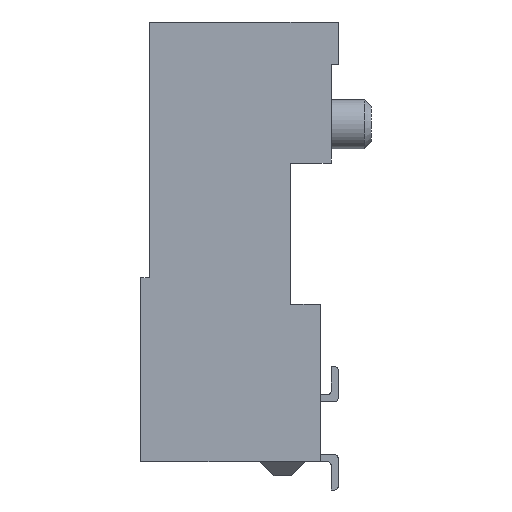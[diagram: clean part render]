
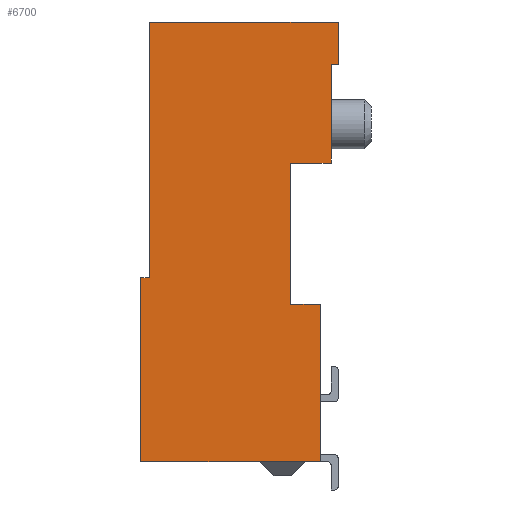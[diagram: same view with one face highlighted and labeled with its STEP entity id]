
A CAD part, left-side view. The second image highlights one B-rep face of the part: STEP entity #6700.
In plain terms, the highlighted planar face has unit normal (-1, 0, 0).
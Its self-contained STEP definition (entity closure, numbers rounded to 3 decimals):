
#978 = DIRECTION ( 'NONE',  ( 0., -1., 0. ) ) ;
#1128 = CARTESIAN_POINT ( 'NONE',  ( -9.1, 0., -1.2 ) ) ;
#1245 = LINE ( 'NONE', #3970, #16376 ) ;
#1434 = EDGE_CURVE ( 'NONE', #14603, #8379, #9025, .T. ) ;
#1760 = LINE ( 'NONE', #7675, #6145 ) ;
#1830 = ORIENTED_EDGE ( 'NONE', *, *, #16309, .T. ) ;
#1865 = ORIENTED_EDGE ( 'NONE', *, *, #11750, .T. ) ;
#1983 = DIRECTION ( 'NONE',  ( 0., 0., 1. ) ) ;
#2674 = CARTESIAN_POINT ( 'NONE',  ( -9.1, 0., -1.2 ) ) ;
#2763 = ORIENTED_EDGE ( 'NONE', *, *, #5502, .F. ) ;
#2833 = CARTESIAN_POINT ( 'NONE',  ( -9.1, 0., 0. ) ) ;
#3001 = VERTEX_POINT ( 'NONE', #4191 ) ;
#3190 = DIRECTION ( 'NONE',  ( 0., 0., 1. ) ) ;
#3192 = CARTESIAN_POINT ( 'NONE',  ( -9.1, 0.5, -8. ) ) ;
#3516 = LINE ( 'NONE', #15021, #18603 ) ;
#3877 = DIRECTION ( 'NONE',  ( 0., 1., 0. ) ) ;
#3970 = CARTESIAN_POINT ( 'NONE',  ( -9.1, 0., -12.47 ) ) ;
#4191 = CARTESIAN_POINT ( 'NONE',  ( -9.1, 5.35, -7.25 ) ) ;
#4275 = ORIENTED_EDGE ( 'NONE', *, *, #1434, .T. ) ;
#4294 = LINE ( 'NONE', #16656, #15523 ) ;
#4368 = EDGE_CURVE ( 'NONE', #13360, #14033, #17821, .T. ) ;
#4416 = VERTEX_POINT ( 'NONE', #12390 ) ;
#4563 = ORIENTED_EDGE ( 'NONE', *, *, #9980, .T. ) ;
#4645 = VECTOR ( 'NONE', #3190, 1000. ) ;
#4801 = CARTESIAN_POINT ( 'NONE',  ( -9.1, 5.6, -7.25 ) ) ;
#5312 = ORIENTED_EDGE ( 'NONE', *, *, #12553, .T. ) ;
#5332 = VECTOR ( 'NONE', #14413, 1000. ) ;
#5502 = EDGE_CURVE ( 'NONE', #16965, #12910, #7517, .T. ) ;
#5551 = CARTESIAN_POINT ( 'NONE',  ( -9.1, 1.35, -4. ) ) ;
#5621 = CARTESIAN_POINT ( 'NONE',  ( -9.1, 5.35, -12.47 ) ) ;
#5817 = AXIS2_PLACEMENT_3D ( 'NONE', #17884, #15046, #6275 ) ;
#5851 = VECTOR ( 'NONE', #16037, 1000. ) ;
#6145 = VECTOR ( 'NONE', #17864, 1000. ) ;
#6275 = DIRECTION ( 'NONE',  ( 0., -1., 0. ) ) ;
#6553 = ORIENTED_EDGE ( 'NONE', *, *, #8844, .F. ) ;
#6626 = CARTESIAN_POINT ( 'NONE',  ( -9.1, 0., 0. ) ) ;
#6700 = ADVANCED_FACE ( 'NONE', ( #16402 ), #13586, .T. ) ;
#7517 = LINE ( 'NONE', #6626, #18701 ) ;
#7529 = LINE ( 'NONE', #2674, #11443 ) ;
#7675 = CARTESIAN_POINT ( 'NONE',  ( -9.1, 0.2, -1.2 ) ) ;
#7703 = VERTEX_POINT ( 'NONE', #17339 ) ;
#8228 = CARTESIAN_POINT ( 'NONE',  ( -9.1, 1.35, -8. ) ) ;
#8379 = VERTEX_POINT ( 'NONE', #3192 ) ;
#8582 = LINE ( 'NONE', #11220, #15880 ) ;
#8770 = ORIENTED_EDGE ( 'NONE', *, *, #13427, .T. ) ;
#8844 = EDGE_CURVE ( 'NONE', #3001, #16965, #16996, .T. ) ;
#8972 = ORIENTED_EDGE ( 'NONE', *, *, #12290, .T. ) ;
#9015 = CARTESIAN_POINT ( 'NONE',  ( -9.1, 0.5, -12.47 ) ) ;
#9025 = LINE ( 'NONE', #11992, #4645 ) ;
#9980 = EDGE_CURVE ( 'NONE', #4416, #13470, #7529, .T. ) ;
#9989 = VECTOR ( 'NONE', #978, 1000. ) ;
#10094 = VECTOR ( 'NONE', #1983, 1000. ) ;
#10882 = LINE ( 'NONE', #4801, #14748 ) ;
#11160 = CARTESIAN_POINT ( 'NONE',  ( -9.1, 5.6, -7.25 ) ) ;
#11220 = CARTESIAN_POINT ( 'NONE',  ( -9.1, 1.35, -8. ) ) ;
#11289 = VERTEX_POINT ( 'NONE', #18962 ) ;
#11443 = VECTOR ( 'NONE', #12928, 1000. ) ;
#11710 = VERTEX_POINT ( 'NONE', #11160 ) ;
#11750 = EDGE_CURVE ( 'NONE', #14033, #11289, #17713, .T. ) ;
#11992 = CARTESIAN_POINT ( 'NONE',  ( -9.1, 0.5, -8. ) ) ;
#12111 = DIRECTION ( 'NONE',  ( 0., -1., 0. ) ) ;
#12290 = EDGE_CURVE ( 'NONE', #8379, #13360, #8582, .T. ) ;
#12390 = CARTESIAN_POINT ( 'NONE',  ( -9.1, 0.2, -1.2 ) ) ;
#12553 = EDGE_CURVE ( 'NONE', #17548, #14603, #3516, .T. ) ;
#12777 = DIRECTION ( 'NONE',  ( 0., 0., 1. ) ) ;
#12910 = VERTEX_POINT ( 'NONE', #2833 ) ;
#12928 = DIRECTION ( 'NONE',  ( 0., -1., 0. ) ) ;
#13360 = VERTEX_POINT ( 'NONE', #8228 ) ;
#13427 = EDGE_CURVE ( 'NONE', #13470, #12910, #1245, .T. ) ;
#13470 = VERTEX_POINT ( 'NONE', #1128 ) ;
#13586 = PLANE ( 'NONE',  #5817 ) ;
#13594 = EDGE_CURVE ( 'NONE', #11289, #7703, #17958, .T. ) ;
#13739 = CARTESIAN_POINT ( 'NONE',  ( -9.1, 5.6, -12.47 ) ) ;
#13996 = ORIENTED_EDGE ( 'NONE', *, *, #4368, .T. ) ;
#14033 = VERTEX_POINT ( 'NONE', #5551 ) ;
#14413 = DIRECTION ( 'NONE',  ( 0., 0., 1. ) ) ;
#14603 = VERTEX_POINT ( 'NONE', #9015 ) ;
#14748 = VECTOR ( 'NONE', #16390, 1000. ) ;
#14978 = ORIENTED_EDGE ( 'NONE', *, *, #13594, .T. ) ;
#15021 = CARTESIAN_POINT ( 'NONE',  ( -9.1, 0., -12.47 ) ) ;
#15046 = DIRECTION ( 'NONE',  ( -1., 0., 0. ) ) ;
#15227 = EDGE_CURVE ( 'NONE', #11710, #3001, #10882, .T. ) ;
#15523 = VECTOR ( 'NONE', #18102, 1000. ) ;
#15564 = EDGE_LOOP ( 'NONE', ( #4563, #8770, #2763, #6553, #16667, #15649, #5312, #4275, #8972, #13996, #1865, #14978, #1830 ) ) ;
#15649 = ORIENTED_EDGE ( 'NONE', *, *, #16988, .F. ) ;
#15880 = VECTOR ( 'NONE', #3877, 1000. ) ;
#16037 = DIRECTION ( 'NONE',  ( 0., 0., 1. ) ) ;
#16309 = EDGE_CURVE ( 'NONE', #7703, #4416, #1760, .T. ) ;
#16376 = VECTOR ( 'NONE', #12777, 1000. ) ;
#16390 = DIRECTION ( 'NONE',  ( 0., -1., 0. ) ) ;
#16402 = FACE_OUTER_BOUND ( 'NONE', #15564, .T. ) ;
#16521 = CARTESIAN_POINT ( 'NONE',  ( -9.1, 5.35, 0. ) ) ;
#16639 = CARTESIAN_POINT ( 'NONE',  ( -9.1, 1.35, -4. ) ) ;
#16656 = CARTESIAN_POINT ( 'NONE',  ( -9.1, 5.6, -12.47 ) ) ;
#16667 = ORIENTED_EDGE ( 'NONE', *, *, #15227, .F. ) ;
#16844 = DIRECTION ( 'NONE',  ( 0., -1., 0. ) ) ;
#16965 = VERTEX_POINT ( 'NONE', #16521 ) ;
#16988 = EDGE_CURVE ( 'NONE', #17548, #11710, #4294, .T. ) ;
#16996 = LINE ( 'NONE', #5621, #5332 ) ;
#17339 = CARTESIAN_POINT ( 'NONE',  ( -9.1, 0.2, -2.9 ) ) ;
#17548 = VERTEX_POINT ( 'NONE', #13739 ) ;
#17713 = LINE ( 'NONE', #18515, #9989 ) ;
#17821 = LINE ( 'NONE', #16639, #10094 ) ;
#17864 = DIRECTION ( 'NONE',  ( 0., 0., 1. ) ) ;
#17884 = CARTESIAN_POINT ( 'NONE',  ( -9.1, 0., -12.47 ) ) ;
#17958 = LINE ( 'NONE', #18916, #5851 ) ;
#18102 = DIRECTION ( 'NONE',  ( 0., 0., 1. ) ) ;
#18515 = CARTESIAN_POINT ( 'NONE',  ( -9.1, 0.2, -4. ) ) ;
#18603 = VECTOR ( 'NONE', #12111, 1000. ) ;
#18701 = VECTOR ( 'NONE', #16844, 1000. ) ;
#18916 = CARTESIAN_POINT ( 'NONE',  ( -9.1, 0.2, -1.2 ) ) ;
#18962 = CARTESIAN_POINT ( 'NONE',  ( -9.1, 0.2, -4. ) ) ;
